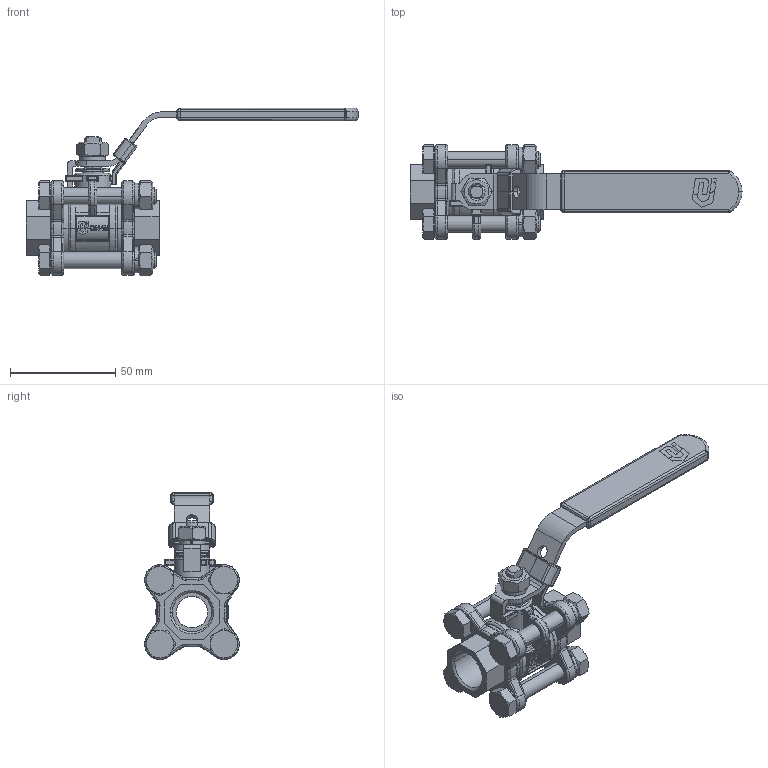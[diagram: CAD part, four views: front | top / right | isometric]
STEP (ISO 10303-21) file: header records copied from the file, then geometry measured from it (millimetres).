
FILE_DESCRIPTION(('HOOPS Exchange Step'),'2;1');
FILE_NAME('GK1700_DN15.stp','2026-01-07T11:03:34+01:00',('nieru'),('Unknown organisation'),'HOOPS Exchange 2024.2','HOOPS Exchange','Unknown authorisation');
FILE_SCHEMA( ('AP203_CONFIGURATION_CONTROLLED_3D_DESIGN_OF_MECHANICAL_PARTS_AND_ASSEMBLIES_MIM_LF') );
Length unit declared in the file: millimetre
Products named in the file (2): 0; root
Assembly tree (1 placements, depth 2):
  root
    0
Bounding box: 157.65 x 45.42 x 79.73 mm (x, y, z)
Volume: 72923.6 mm3; surface area: 46940.2 mm2
Topology: 23 solids, 23 shells, 1344 faces, 3354 edges, 2078 vertices
Faces by surface type: cylinder 430, plane 413, bspline 212, torus 151, cone 86, sphere 52
Entity records: 93698 total; most frequent: CARTESIAN_POINT 65437, ORIENTED_EDGE 6700, DIRECTION 4405, EDGE_CURVE 3350, VERTEX_POINT 2078, AXIS2_PLACEMENT_3D 1498, B_SPLINE_CURVE_WITH_KNOTS 1428, EDGE_LOOP 1410
